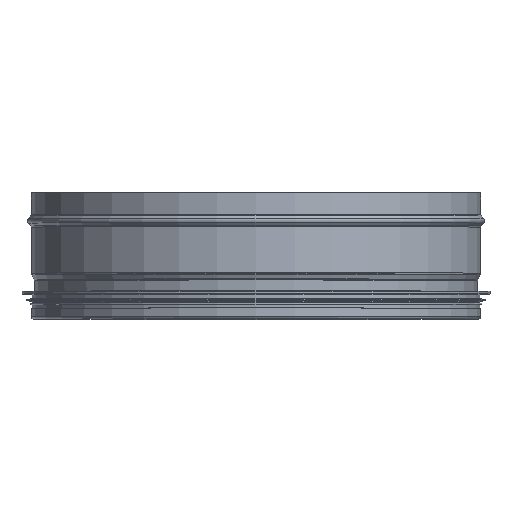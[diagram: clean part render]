
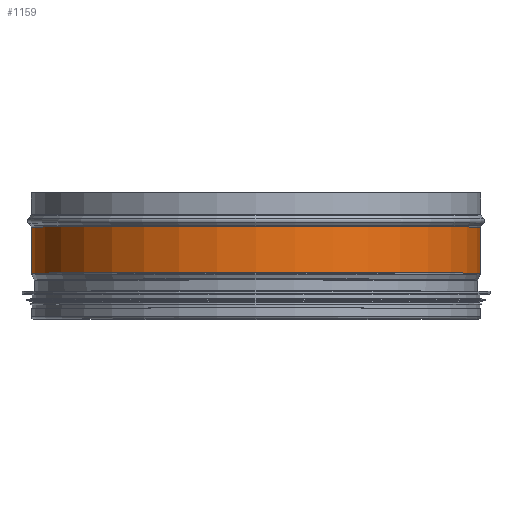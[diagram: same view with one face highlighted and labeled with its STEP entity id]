
A CAD part, top view. The second image highlights one B-rep face of the part: STEP entity #1159.
In plain terms, the highlighted cylindrical face has radius 124.45 mm (diameter 248.9 mm), a full revolution.
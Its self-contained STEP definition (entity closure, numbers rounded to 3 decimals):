
#79=CYLINDRICAL_SURFACE('',#1328,124.45);
#139=FACE_OUTER_BOUND('',#220,.T.);
#220=EDGE_LOOP('',(#906,#907,#908,#909));
#320=CIRCLE('',#1327,124.45);
#321=CIRCLE('',#1329,124.45);
#368=LINE('',#1852,#432);
#373=LINE('',#1861,#437);
#432=VECTOR('',#1458,10.);
#437=VECTOR('',#1465,10.);
#496=VERTEX_POINT('',#1839);
#499=VERTEX_POINT('',#1847);
#500=VERTEX_POINT('',#1851);
#503=VERTEX_POINT('',#1859);
#591=EDGE_CURVE('',#500,#496,#368,.T.);
#596=EDGE_CURVE('',#499,#503,#373,.T.);
#673=EDGE_CURVE('',#496,#499,#320,.T.);
#674=EDGE_CURVE('',#500,#503,#321,.T.);
#906=ORIENTED_EDGE('',*,*,#596,.T.);
#907=ORIENTED_EDGE('',*,*,#674,.F.);
#908=ORIENTED_EDGE('',*,*,#591,.T.);
#909=ORIENTED_EDGE('',*,*,#673,.T.);
#1159=ADVANCED_FACE('',(#139),#79,.T.);
#1327=AXIS2_PLACEMENT_3D('',#2013,#1659,#1660);
#1328=AXIS2_PLACEMENT_3D('',#2014,#1661,#1662);
#1329=AXIS2_PLACEMENT_3D('',#2015,#1663,#1664);
#1458=DIRECTION('',(0.,1.,0.));
#1465=DIRECTION('',(0.,-1.,0.));
#1659=DIRECTION('center_axis',(0.,-1.,0.));
#1660=DIRECTION('ref_axis',(1.,0.,0.));
#1661=DIRECTION('center_axis',(0.,-1.,0.));
#1662=DIRECTION('ref_axis',(1.,0.,0.));
#1663=DIRECTION('center_axis',(0.,-1.,0.));
#1664=DIRECTION('ref_axis',(1.,0.,0.));
#1839=CARTESIAN_POINT('',(124.45,51.,0.));
#1847=CARTESIAN_POINT('',(124.45,51.,-0.002));
#1851=CARTESIAN_POINT('',(124.45,25.5,0.));
#1852=CARTESIAN_POINT('',(124.45,25.5,0.));
#1859=CARTESIAN_POINT('',(124.45,25.5,-0.002));
#1861=CARTESIAN_POINT('',(124.45,25.5,-0.002));
#2013=CARTESIAN_POINT('Origin',(0.,51.,0.));
#2014=CARTESIAN_POINT('Origin',(0.,32.43,0.));
#2015=CARTESIAN_POINT('Origin',(0.,25.5,0.));
